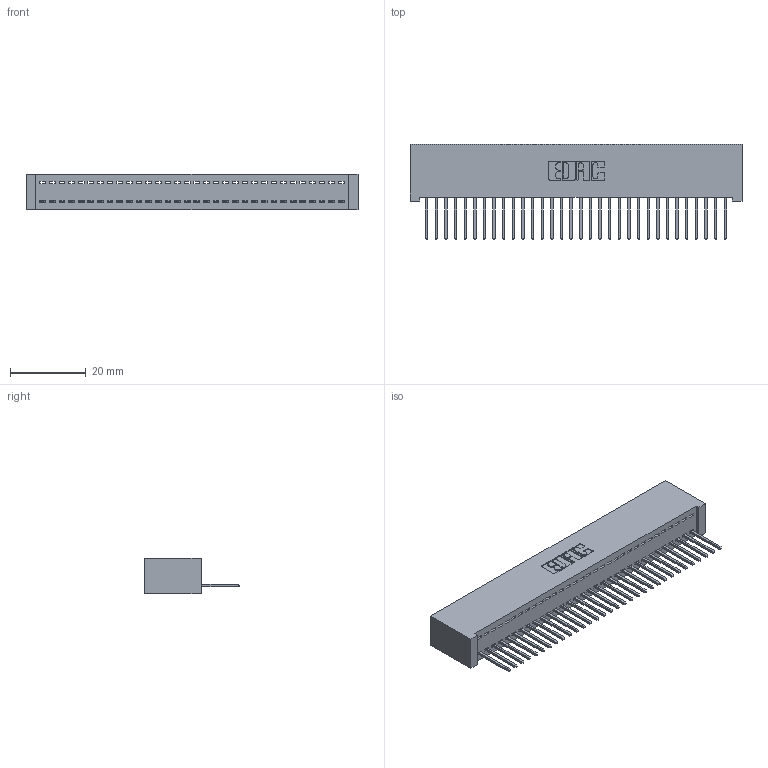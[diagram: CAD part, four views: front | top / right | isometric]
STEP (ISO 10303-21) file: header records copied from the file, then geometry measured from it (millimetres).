
FILE_DESCRIPTION (( 'STEP AP203' ), '1' );
FILE_NAME ('392-032-523-101.STEP', '2019-10-07T14:25:02', ( '' ), ( '' ), 'SwSTEP 2.0', 'SolidWorks 2016', '' );
FILE_SCHEMA (( 'CONFIG_CONTROL_DESIGN' ));
Length unit declared in the file: inch
Products named in the file (3): 342 Part_Lugless; 345-292-001_345-293-123; 392-032-523-101
Assembly tree (33 placements, depth 2):
  392-032-523-101
    342 Part_Lugless
    345-292-001_345-293-123  x32
Bounding box: 87.53 x 25.15 x 9.4 mm (x, y, z)
Volume: 8034.2 mm3; surface area: 11965 mm2
Topology: 33 solids, 33 shells, 1958 faces, 5907 edges, 3894 vertices
Faces by surface type: plane 1406, cylinder 552
Entity records: 20465 total; most frequent: CARTESIAN_POINT 3538, ORIENTED_EDGE 3506, DIRECTION 2997, EDGE_CURVE 1753, LINE 1633, VECTOR 1633, VERTEX_POINT 1166, AXIS2_PLACEMENT_3D 682
